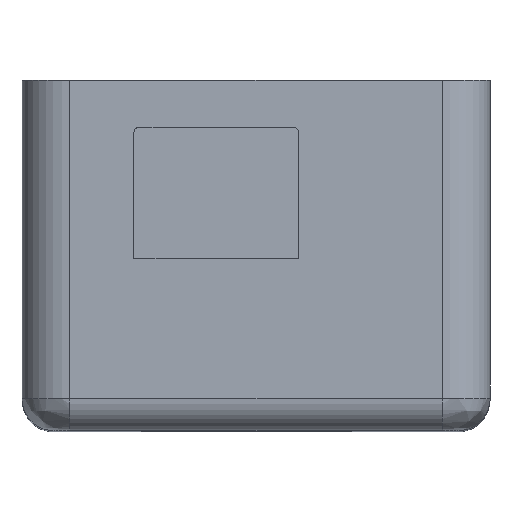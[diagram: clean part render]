
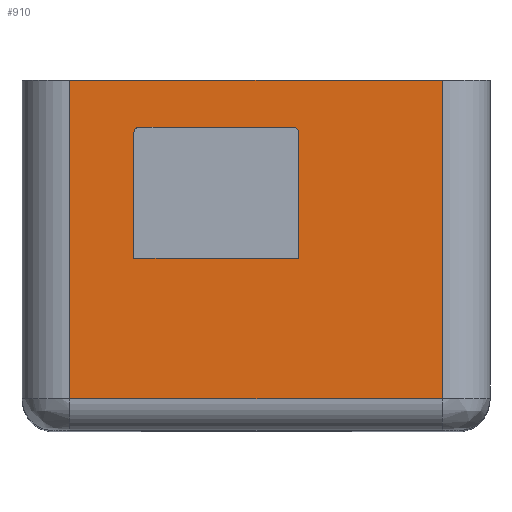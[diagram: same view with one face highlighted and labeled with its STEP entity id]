
A CAD part, top view. The second image highlights one B-rep face of the part: STEP entity #910.
In plain terms, the highlighted planar face has unit normal (0, 0, 1).
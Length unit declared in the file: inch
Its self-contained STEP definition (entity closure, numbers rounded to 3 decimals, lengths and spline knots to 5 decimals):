
#15=(
BOUNDED_CURVE()
B_SPLINE_CURVE(3,(#1422,#1423,#1424,#1425,#1426,#1427),.UNSPECIFIED.,.F.,
 .F.)
B_SPLINE_CURVE_WITH_KNOTS((4,2,4),(-3.14159,-2.35619,
-1.5708),.UNSPECIFIED.)
CURVE()
GEOMETRIC_REPRESENTATION_ITEM()
RATIONAL_B_SPLINE_CURVE((1.,1.,1.,1.,1.,1.))
REPRESENTATION_ITEM('')
);
#16=(
BOUNDED_CURVE()
B_SPLINE_CURVE(3,(#1456,#1457,#1458,#1459,#1460,#1461),.UNSPECIFIED.,.F.,
 .F.)
B_SPLINE_CURVE_WITH_KNOTS((4,2,4),(-1.5708,-0.7854,
0.),.UNSPECIFIED.)
CURVE()
GEOMETRIC_REPRESENTATION_ITEM()
RATIONAL_B_SPLINE_CURVE((1.,1.,1.,1.,1.,1.))
REPRESENTATION_ITEM('')
);
#28=FACE_BOUND('',#348,.T.);
#41=PLANE('',#998);
#59=LINE('',#1288,#153);
#73=LINE('',#1363,#167);
#91=LINE('',#1433,#185);
#95=LINE('',#1467,#189);
#98=LINE('',#1473,#192);
#101=LINE('',#1477,#195);
#132=LINE('',#1563,#226);
#133=LINE('',#1564,#227);
#153=VECTOR('',#1034,0.3937);
#167=VECTOR('',#1086,0.3937);
#185=VECTOR('',#1114,0.3937);
#189=VECTOR('',#1120,0.3937);
#192=VECTOR('',#1125,0.3937);
#195=VECTOR('',#1130,0.3937);
#226=VECTOR('',#1203,0.3937);
#227=VECTOR('',#1204,0.3937);
#289=FACE_OUTER_BOUND('',#347,.T.);
#347=EDGE_LOOP('',(#774,#775,#776,#777));
#348=EDGE_LOOP('',(#778,#779,#780,#781,#782,#783));
#405=VERTEX_POINT('',#1281);
#407=VERTEX_POINT('',#1286);
#422=VERTEX_POINT('',#1362);
#441=VERTEX_POINT('',#1419);
#442=VERTEX_POINT('',#1421);
#444=VERTEX_POINT('',#1432);
#446=VERTEX_POINT('',#1455);
#448=VERTEX_POINT('',#1466);
#450=VERTEX_POINT('',#1472);
#484=VERTEX_POINT('',#1562);
#491=EDGE_CURVE('',#407,#405,#59,.T.);
#517=EDGE_CURVE('',#405,#422,#73,.T.);
#537=EDGE_CURVE('',#442,#441,#15,.T.);
#540=EDGE_CURVE('',#444,#442,#91,.T.);
#543=EDGE_CURVE('',#446,#444,#16,.T.);
#546=EDGE_CURVE('',#448,#446,#95,.T.);
#549=EDGE_CURVE('',#450,#448,#98,.T.);
#552=EDGE_CURVE('',#441,#450,#101,.T.);
#594=EDGE_CURVE('',#484,#407,#132,.T.);
#595=EDGE_CURVE('',#422,#484,#133,.T.);
#774=ORIENTED_EDGE('',*,*,#491,.F.);
#775=ORIENTED_EDGE('',*,*,#594,.F.);
#776=ORIENTED_EDGE('',*,*,#595,.F.);
#777=ORIENTED_EDGE('',*,*,#517,.F.);
#778=ORIENTED_EDGE('',*,*,#546,.T.);
#779=ORIENTED_EDGE('',*,*,#543,.T.);
#780=ORIENTED_EDGE('',*,*,#540,.T.);
#781=ORIENTED_EDGE('',*,*,#537,.T.);
#782=ORIENTED_EDGE('',*,*,#552,.T.);
#783=ORIENTED_EDGE('',*,*,#549,.T.);
#910=ADVANCED_FACE('',(#289,#28),#41,.T.);
#998=AXIS2_PLACEMENT_3D('',#1561,#1201,#1202);
#1034=DIRECTION('',(-1.,0.,0.));
#1086=DIRECTION('',(0.,1.,0.));
#1114=DIRECTION('',(1.,0.,0.));
#1120=DIRECTION('',(0.,1.,0.));
#1125=DIRECTION('',(-1.,0.,0.));
#1130=DIRECTION('',(0.,-1.,0.));
#1201=DIRECTION('center_axis',(0.,0.,
1.));
#1202=DIRECTION('ref_axis',(1.,0.,0.));
#1203=DIRECTION('',(0.,-1.,0.));
#1204=DIRECTION('',(1.,0.,0.));
#1281=CARTESIAN_POINT('',(-0.66955,-0.97746,1.37234));
#1286=CARTESIAN_POINT('',(0.49891,-0.97746,1.37234));
#1288=CARTESIAN_POINT('',(-0.45244,-0.97746,1.37234));
#1362=CARTESIAN_POINT('',(-0.66955,0.02254,1.37234));
#1363=CARTESIAN_POINT('',(-0.66955,-0.97746,1.37234));
#1419=CARTESIAN_POINT('',(0.04747,-0.14098,1.37234));
#1421=CARTESIAN_POINT('',(0.03172,-0.12523,1.37234));
#1422=CARTESIAN_POINT('Ctrl Pts',(0.03172,-0.12523,
1.37234));
#1423=CARTESIAN_POINT('Ctrl Pts',(0.03586,-0.12523,
1.37234));
#1424=CARTESIAN_POINT('Ctrl Pts',(0.03994,-0.12693,
1.37234));
#1425=CARTESIAN_POINT('Ctrl Pts',(0.04577,-0.13276,
1.37234));
#1426=CARTESIAN_POINT('Ctrl Pts',(0.04747,-0.13685,
1.37234));
#1427=CARTESIAN_POINT('Ctrl Pts',(0.04747,-0.14098,
1.37234));
#1432=CARTESIAN_POINT('',(-0.45253,-0.12523,1.37234));
#1433=CARTESIAN_POINT('',(-0.63604,-0.12523,1.37234));
#1455=CARTESIAN_POINT('',(-0.46828,-0.14098,1.37234));
#1456=CARTESIAN_POINT('Ctrl Pts',(-0.46828,-0.14098,
1.37234));
#1457=CARTESIAN_POINT('Ctrl Pts',(-0.46828,-0.13685,
1.37234));
#1458=CARTESIAN_POINT('Ctrl Pts',(-0.46658,-0.13276,
1.37234));
#1459=CARTESIAN_POINT('Ctrl Pts',(-0.46075,-0.12693,
1.37234));
#1460=CARTESIAN_POINT('Ctrl Pts',(-0.45667,-0.12523,
1.37234));
#1461=CARTESIAN_POINT('Ctrl Pts',(-0.45253,-0.12523,
1.37234));
#1466=CARTESIAN_POINT('',(-0.46828,-0.53651,1.37234));
#1467=CARTESIAN_POINT('',(-0.46828,-0.75699,1.37234));
#1472=CARTESIAN_POINT('',(0.04747,-0.53651,1.37234));
#1473=CARTESIAN_POINT('',(-0.38604,-0.53651,1.37234));
#1477=CARTESIAN_POINT('',(0.04747,-0.55922,1.37234));
#1561=CARTESIAN_POINT('Origin',(-0.81955,-0.97746,1.37234));
#1562=CARTESIAN_POINT('',(0.49891,0.02254,1.37234));
#1563=CARTESIAN_POINT('',(0.49891,-0.97746,1.37234));
#1564=CARTESIAN_POINT('',(-0.81955,0.02254,1.37234));
